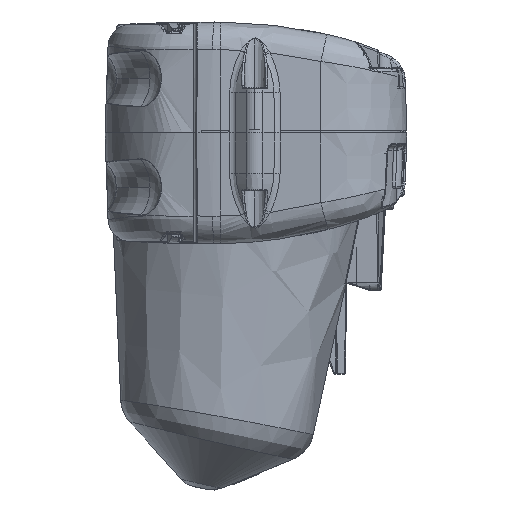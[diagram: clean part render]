
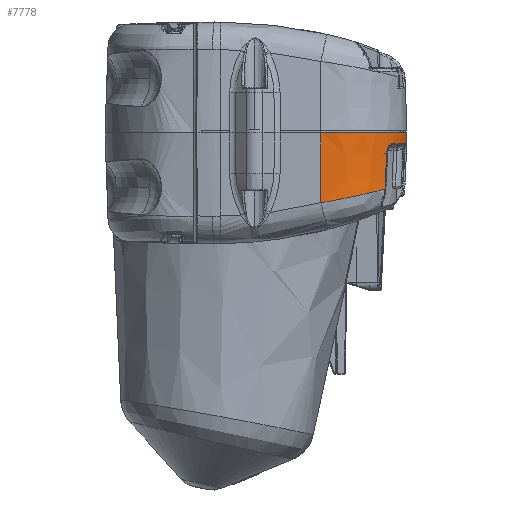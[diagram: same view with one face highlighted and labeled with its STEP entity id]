
A CAD part, left-side view. The second image highlights one B-rep face of the part: STEP entity #7778.
In plain terms, the highlighted conical face has half-angle 2 degrees and reference radius 30 mm.
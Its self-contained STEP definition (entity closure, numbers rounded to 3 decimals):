
#580 = LINE ( 'NONE', #70441, #59998 ) ;
#1577 = CARTESIAN_POINT ( 'NONE',  ( -340.133, 4.857, -3.643 ) ) ;
#3751 = CARTESIAN_POINT ( 'NONE',  ( -339.739, 4.609, -3.621 ) ) ;
#4849 = CARTESIAN_POINT ( 'NONE',  ( -342.67, 6.835, -7.095 ) ) ;
#7778 = ADVANCED_FACE ( 'NONE', ( #105425 ), #108161, .T. ) ;
#9626 = CARTESIAN_POINT ( 'NONE',  ( -324., 30., -3.621 ) ) ;
#17542 = CARTESIAN_POINT ( 'NONE',  ( -345.826, 10.458, -20.287 ) ) ;
#22191 = DIRECTION ( 'NONE',  ( 0., 0., 1. ) ) ;
#23106 = AXIS2_PLACEMENT_3D ( 'NONE', #210568, #22191, #155207 ) ;
#23171 = B_SPLINE_CURVE_WITH_KNOTS ( 'NONE', 3,
 ( #84130, #83049, #102967, #33099, #151655, #32001, #81957, #186006, #167173, #150599, #34182, #68590, #115254, #17542, #117416, #203756, #136209, #182722 ),
 .UNSPECIFIED., .F., .F.,
 ( 4, 2, 2, 2, 2, 2, 2, 2, 4 ),
 ( 0., 0.006, 0.01, 0.011, 0.013, 0.019, 0.021, 0.023, 0.026 ),
 .UNSPECIFIED. ) ;
#23220 = EDGE_CURVE ( 'NONE', #59630, #175635, #172046, .T. ) ;
#26662 = CARTESIAN_POINT ( 'NONE',  ( -342.708, 7.058, -11.38 ) ) ;
#29335 = CARTESIAN_POINT ( 'NONE',  ( -354., 30., 0. ) ) ;
#32001 = CARTESIAN_POINT ( 'NONE',  ( -351.473, 20.049, -22.483 ) ) ;
#33099 = CARTESIAN_POINT ( 'NONE',  ( -352.264, 22.602, -23.001 ) ) ;
#33648 = AXIS2_PLACEMENT_3D ( 'NONE', #71048, #105434, #172900 ) ;
#34182 = CARTESIAN_POINT ( 'NONE',  ( -348.479, 13.825, -21.113 ) ) ;
#34817 = CARTESIAN_POINT ( 'NONE',  ( -340.701, 5.237, -3.794 ) ) ;
#35917 = CARTESIAN_POINT ( 'NONE',  ( -341.538, 5.846, -4.317 ) ) ;
#37031 = CARTESIAN_POINT ( 'NONE',  ( -342.072, 6.27, -4.952 ) ) ;
#37728 = EDGE_CURVE ( 'NONE', #208329, #169267, #23171, .T. ) ;
#41074 = CARTESIAN_POINT ( 'NONE',  ( -353.15, 30., -24.344 ) ) ;
#47648 = B_SPLINE_CURVE_WITH_KNOTS ( 'NONE', 3,
 ( #74409, #194053, #76598, #142038, #162931, #177368, #192960, #26662, #144188, #210687 ),
 .UNSPECIFIED., .F., .F.,
 ( 4, 3, 3, 4 ),
 ( 0., 0.001, 0.006, 0.012 ),
 .UNSPECIFIED. ) ;
#49424 = DIRECTION ( 'NONE',  ( 0., -0.035, 0.999 ) ) ;
#52570 = CARTESIAN_POINT ( 'NONE',  ( -341.953, 6.173, -4.778 ) ) ;
#59630 = VERTEX_POINT ( 'NONE', #186333 ) ;
#59998 = VECTOR ( 'NONE', #49424, 1000. ) ;
#61397 = ORIENTED_EDGE ( 'NONE', *, *, #64237, .T. ) ;
#64237 = EDGE_CURVE ( 'NONE', #169267, #216683, #47648, .T. ) ;
#65690 = ORIENTED_EDGE ( 'NONE', *, *, #23220, .T. ) ;
#68590 = CARTESIAN_POINT ( 'NONE',  ( -346.861, 11.696, -20.595 ) ) ;
#69235 = CARTESIAN_POINT ( 'NONE',  ( -342.281, 6.448, -5.329 ) ) ;
#70441 = CARTESIAN_POINT ( 'NONE',  ( -324., 0., 0. ) ) ;
#71048 = CARTESIAN_POINT ( 'NONE',  ( -324., 30., 0. ) ) ;
#74409 = CARTESIAN_POINT ( 'NONE',  ( -342.777, 7.483, -19.513 ) ) ;
#76598 = CARTESIAN_POINT ( 'NONE',  ( -342.77, 7.441, -18.714 ) ) ;
#76744 = LINE ( 'NONE', #146533, #152736 ) ;
#78766 = CARTESIAN_POINT ( 'NONE',  ( -342.67, 6.835, -7.095 ) ) ;
#81957 = CARTESIAN_POINT ( 'NONE',  ( -351.288, 19.542, -22.377 ) ) ;
#83049 = CARTESIAN_POINT ( 'NONE',  ( -353.163, 27.837, -23.983 ) ) ;
#84130 = CARTESIAN_POINT ( 'NONE',  ( -353.15, 30., -24.344 ) ) ;
#86979 = CARTESIAN_POINT ( 'NONE',  ( -341.056, 5.488, -3.964 ) ) ;
#95043 = EDGE_CURVE ( 'NONE', #175635, #163617, #580, .T. ) ;
#95479 = ORIENTED_EDGE ( 'NONE', *, *, #95043, .T. ) ;
#102967 = CARTESIAN_POINT ( 'NONE',  ( -352.938, 25.718, -23.601 ) ) ;
#103617 = CARTESIAN_POINT ( 'NONE',  ( -339.938, 4.732, -3.621 ) ) ;
#105425 = FACE_OUTER_BOUND ( 'NONE', #110881, .T. ) ;
#105434 = DIRECTION ( 'NONE',  ( 0., 0., 1. ) ) ;
#106098 = ORIENTED_EDGE ( 'NONE', *, *, #37728, .T. ) ;
#108161 = CONICAL_SURFACE ( 'NONE', #23106, 30., 0.035 ) ;
#110881 = EDGE_LOOP ( 'NONE', ( #106098, #61397, #183483, #65690, #95479, #214405, #179079 ) ) ;
#113873 = B_SPLINE_CURVE_WITH_KNOTS ( 'NONE', 3,
 ( #4849, #187733, #206588, #119141, #69235, #37031, #52570, #205481, #35917, #186638, #86979, #34817, #155600, #1577, #103617, #3751 ),
 .UNSPECIFIED., .F., .F.,
 ( 4, 2, 2, 2, 2, 2, 2, 4 ),
 ( 0., 0.001, 0.002, 0.003, 0.004, 0.004, 0.005, 0.006 ),
 .UNSPECIFIED. ) ;
#115254 = CARTESIAN_POINT ( 'NONE',  ( -346.523, 11.276, -20.492 ) ) ;
#116504 = EDGE_CURVE ( 'NONE', #208329, #175389, #76744, .T. ) ;
#117416 = CARTESIAN_POINT ( 'NONE',  ( -345.468, 10.06, -20.187 ) ) ;
#118872 = EDGE_CURVE ( 'NONE', #216683, #59630, #113873, .T. ) ;
#119141 = CARTESIAN_POINT ( 'NONE',  ( -342.371, 6.528, -5.533 ) ) ;
#127216 = DIRECTION ( 'NONE',  ( 1., 0., 0. ) ) ;
#136209 = CARTESIAN_POINT ( 'NONE',  ( -343.59, 8.17, -19.698 ) ) ;
#140165 = CARTESIAN_POINT ( 'NONE',  ( -342.777, 7.483, -19.513 ) ) ;
#142038 = CARTESIAN_POINT ( 'NONE',  ( -342.767, 7.421, -18.315 ) ) ;
#144188 = CARTESIAN_POINT ( 'NONE',  ( -342.689, 6.946, -9.237 ) ) ;
#146533 = CARTESIAN_POINT ( 'NONE',  ( -354., 30., 0. ) ) ;
#148701 = DIRECTION ( 'NONE',  ( -0.035, 0., 0.999 ) ) ;
#150599 = CARTESIAN_POINT ( 'NONE',  ( -349.57, 15.643, -21.534 ) ) ;
#151655 = CARTESIAN_POINT ( 'NONE',  ( -351.983, 21.575, -22.796 ) ) ;
#152736 = VECTOR ( 'NONE', #148701, 1000. ) ;
#155207 = DIRECTION ( 'NONE',  ( -1., 0., 0. ) ) ;
#155600 = CARTESIAN_POINT ( 'NONE',  ( -340.514, 5.109, -3.729 ) ) ;
#162931 = CARTESIAN_POINT ( 'NONE',  ( -342.754, 7.337, -16.717 ) ) ;
#163135 = CARTESIAN_POINT ( 'NONE',  ( -324., 0.126, -3.621 ) ) ;
#163617 = VERTEX_POINT ( 'NONE', #195935 ) ;
#167173 = CARTESIAN_POINT ( 'NONE',  ( -350.684, 18.057, -22.061 ) ) ;
#169267 = VERTEX_POINT ( 'NONE', #140165 ) ;
#172046 = CIRCLE ( 'NONE', #200442, 29.874 ) ;
#172900 = DIRECTION ( 'NONE',  ( -1., 0., 0. ) ) ;
#175389 = VERTEX_POINT ( 'NONE', #29335 ) ;
#175635 = VERTEX_POINT ( 'NONE', #163135 ) ;
#177368 = CARTESIAN_POINT ( 'NONE',  ( -342.74, 7.253, -15.119 ) ) ;
#179079 = ORIENTED_EDGE ( 'NONE', *, *, #116504, .F. ) ;
#182722 = CARTESIAN_POINT ( 'NONE',  ( -342.777, 7.483, -19.513 ) ) ;
#183483 = ORIENTED_EDGE ( 'NONE', *, *, #118872, .T. ) ;
#186006 = CARTESIAN_POINT ( 'NONE',  ( -350.894, 18.547, -22.166 ) ) ;
#186333 = CARTESIAN_POINT ( 'NONE',  ( -339.739, 4.609, -3.621 ) ) ;
#186638 = CARTESIAN_POINT ( 'NONE',  ( -341.223, 5.61, -4.069 ) ) ;
#187733 = CARTESIAN_POINT ( 'NONE',  ( -342.666, 6.811, -6.625 ) ) ;
#190175 = EDGE_CURVE ( 'NONE', #175389, #163617, #217660, .T. ) ;
#192960 = CARTESIAN_POINT ( 'NONE',  ( -342.726, 7.17, -13.522 ) ) ;
#194053 = CARTESIAN_POINT ( 'NONE',  ( -342.774, 7.462, -19.114 ) ) ;
#195935 = CARTESIAN_POINT ( 'NONE',  ( -324., 0., 0. ) ) ;
#200442 = AXIS2_PLACEMENT_3D ( 'NONE', #9626, #214659, #127216 ) ;
#203756 = CARTESIAN_POINT ( 'NONE',  ( -344.364, 8.899, -19.889 ) ) ;
#205481 = CARTESIAN_POINT ( 'NONE',  ( -341.687, 5.961, -4.461 ) ) ;
#206588 = CARTESIAN_POINT ( 'NONE',  ( -342.588, 6.726, -6.163 ) ) ;
#208329 = VERTEX_POINT ( 'NONE', #41074 ) ;
#210568 = CARTESIAN_POINT ( 'NONE',  ( -324., 30., 0. ) ) ;
#210687 = CARTESIAN_POINT ( 'NONE',  ( -342.67, 6.835, -7.095 ) ) ;
#214405 = ORIENTED_EDGE ( 'NONE', *, *, #190175, .F. ) ;
#214659 = DIRECTION ( 'NONE',  ( 0., 0., 1. ) ) ;
#216683 = VERTEX_POINT ( 'NONE', #78766 ) ;
#217660 = CIRCLE ( 'NONE', #33648, 30. ) ;
